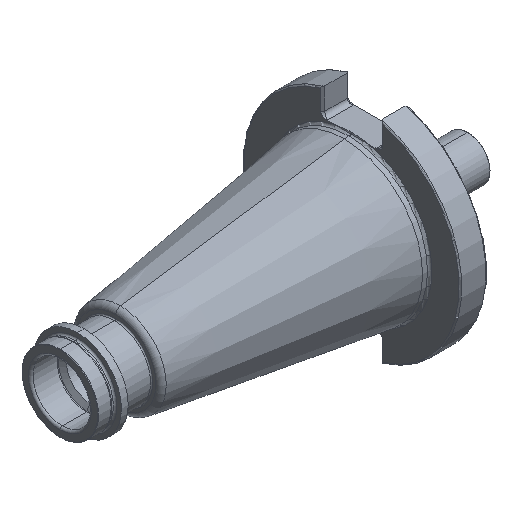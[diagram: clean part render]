
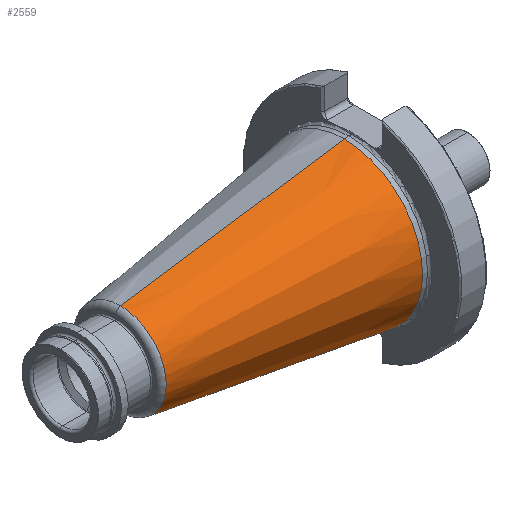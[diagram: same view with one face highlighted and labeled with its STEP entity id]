
A CAD part, isometric view. The second image highlights one B-rep face of the part: STEP entity #2559.
In plain terms, the highlighted conical face has half-angle 8.297 degrees and reference radius 34.925 mm.
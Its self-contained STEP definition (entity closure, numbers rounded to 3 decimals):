
#92 = VERTEX_POINT ( 'NONE', #168 ) ;
#168 = CARTESIAN_POINT ( 'NONE',  ( 0., 0., 34.925 ) ) ;
#179 = AXIS2_PLACEMENT_3D ( 'NONE', #1880, #4108, #2206 ) ;
#186 = ORIENTED_EDGE ( 'NONE', *, *, #3161, .T. ) ;
#212 = LINE ( 'NONE', #3499, #853 ) ;
#226 = CARTESIAN_POINT ( 'NONE',  ( 0., 0., 0. ) ) ;
#279 = CARTESIAN_POINT ( 'NONE',  ( -99.761, 0., -20.377 ) ) ;
#303 = DIRECTION ( 'NONE',  ( 0., 0., 1. ) ) ;
#415 = VERTEX_POINT ( 'NONE', #279 ) ;
#534 = DIRECTION ( 'NONE',  ( 0., 0., -1. ) ) ;
#683 = AXIS2_PLACEMENT_3D ( 'NONE', #226, #2417, #534 ) ;
#848 = FACE_OUTER_BOUND ( 'NONE', #3181, .T. ) ;
#853 = VECTOR ( 'NONE', #1582, 1000. ) ;
#904 = ORIENTED_EDGE ( 'NONE', *, *, #2741, .T. ) ;
#1177 = ORIENTED_EDGE ( 'NONE', *, *, #2997, .F. ) ;
#1439 = DIRECTION ( 'NONE',  ( 0.99, 0., 0.144 ) ) ;
#1444 = LINE ( 'NONE', #3934, #3025 ) ;
#1582 = DIRECTION ( 'NONE',  ( 0.99, 0., -0.144 ) ) ;
#1592 = CONICAL_SURFACE ( 'NONE', #683, 34.925, 0.145 ) ;
#1603 = AXIS2_PLACEMENT_3D ( 'NONE', #4099, #2198, #303 ) ;
#1619 = CARTESIAN_POINT ( 'NONE',  ( -99.761, 0., 20.377 ) ) ;
#1851 = ORIENTED_EDGE ( 'NONE', *, *, #3267, .F. ) ;
#1880 = CARTESIAN_POINT ( 'NONE',  ( 0., 0., 0. ) ) ;
#1897 = VERTEX_POINT ( 'NONE', #1619 ) ;
#2198 = DIRECTION ( 'NONE',  ( -1., 0., 0. ) ) ;
#2206 = DIRECTION ( 'NONE',  ( 0., 0., 1. ) ) ;
#2240 = CIRCLE ( 'NONE', #1603, 20.377 ) ;
#2417 = DIRECTION ( 'NONE',  ( 1., 0., 0. ) ) ;
#2559 = ADVANCED_FACE ( 'NONE', ( #848 ), #1592, .T. ) ;
#2741 = EDGE_CURVE ( 'NONE', #2773, #92, #3627, .T. ) ;
#2773 = VERTEX_POINT ( 'NONE', #3795 ) ;
#2997 = EDGE_CURVE ( 'NONE', #1897, #92, #1444, .T. ) ;
#3025 = VECTOR ( 'NONE', #1439, 1000. ) ;
#3161 = EDGE_CURVE ( 'NONE', #415, #2773, #212, .T. ) ;
#3181 = EDGE_LOOP ( 'NONE', ( #1177, #1851, #186, #904 ) ) ;
#3267 = EDGE_CURVE ( 'NONE', #415, #1897, #2240, .T. ) ;
#3499 = CARTESIAN_POINT ( 'NONE',  ( 0., 0., -34.925 ) ) ;
#3627 = CIRCLE ( 'NONE', #179, 34.925 ) ;
#3795 = CARTESIAN_POINT ( 'NONE',  ( 0., 0., -34.925 ) ) ;
#3934 = CARTESIAN_POINT ( 'NONE',  ( 0., 0., 34.925 ) ) ;
#4099 = CARTESIAN_POINT ( 'NONE',  ( -99.761, 0., 0. ) ) ;
#4108 = DIRECTION ( 'NONE',  ( -1., 0., 0. ) ) ;
